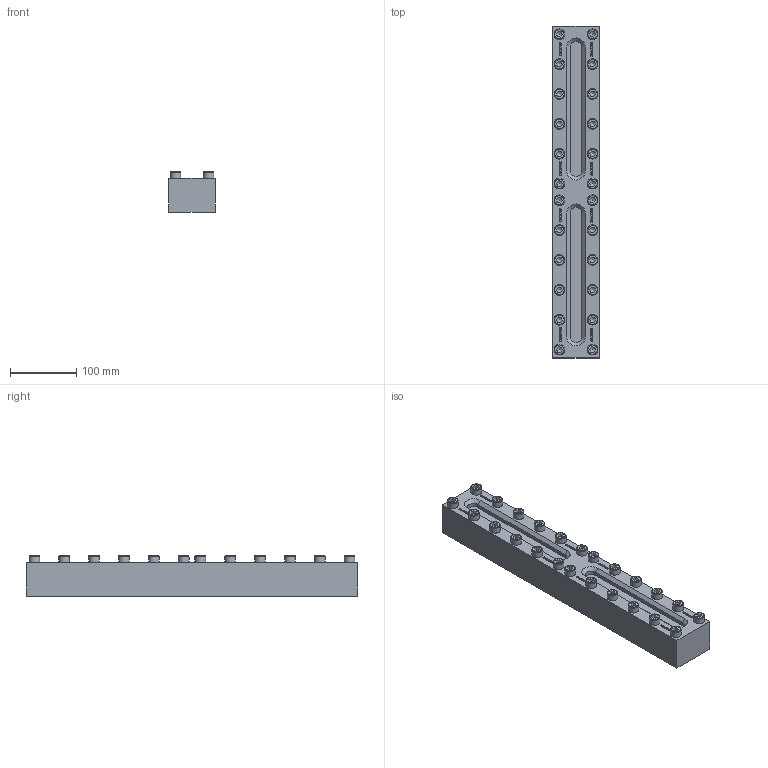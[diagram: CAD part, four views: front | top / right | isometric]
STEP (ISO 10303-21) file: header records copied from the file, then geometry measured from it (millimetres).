
FILE_DESCRIPTION(('HOOPS Exchange Step'),'2;1');
FILE_NAME('BS03_06.stp','2025-05-26T11:58:41+02:00',('nieru'),('Unknown organisation'),'HOOPS Exchange 2024.2','HOOPS Exchange','Unknown authorisation');
FILE_SCHEMA( ('AP203_CONFIGURATION_CONTROLLED_3D_DESIGN_OF_MECHANICAL_PARTS_AND_ASSEMBLIES_MIM_LF') );
Length unit declared in the file: millimetre
Products named in the file (2): 0; root
Assembly tree (1 placements, depth 2):
  root
    0
Bounding box: 70 x 500 x 60.9 mm (x, y, z)
Volume: 1626162.9 mm3; surface area: 163165.3 mm2
Topology: 1 solids, 1 shells, 1266 faces, 3460 edges, 2320 vertices
Faces by surface type: plane 1118, bspline 64, cylinder 32, cone 28, torus 24
Full cylindrical faces by diameter (mm): 16 x24
Entity records: 68785 total; most frequent: CARTESIAN_POINT 37641, ORIENTED_EDGE 6872, DIRECTION 5394, EDGE_CURVE 3436, VECTOR 2896, LINE 2896, VERTEX_POINT 2320, EDGE_LOOP 1414
